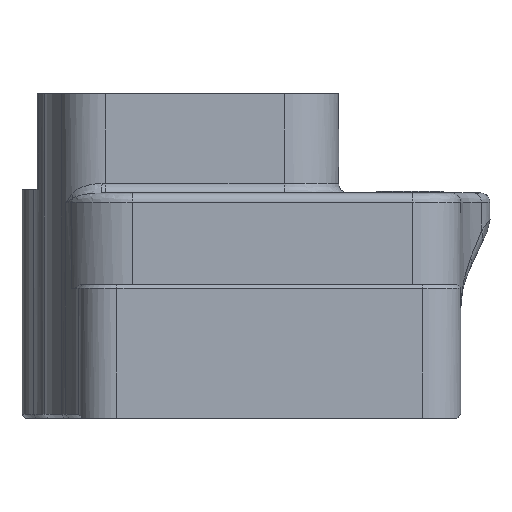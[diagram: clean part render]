
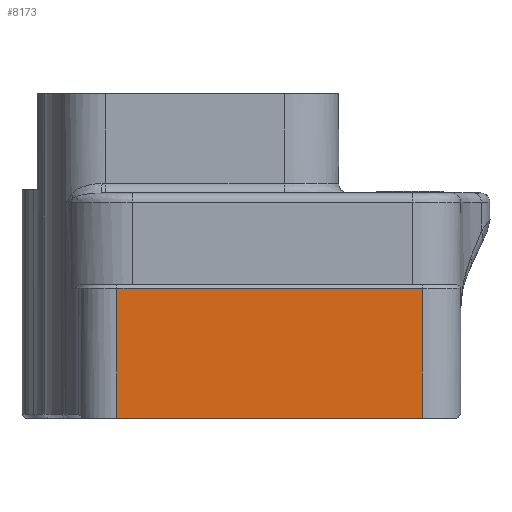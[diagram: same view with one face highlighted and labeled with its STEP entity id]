
A CAD part, front view. The second image highlights one B-rep face of the part: STEP entity #8173.
In plain terms, the highlighted planar face has unit normal (0, -1, 0).
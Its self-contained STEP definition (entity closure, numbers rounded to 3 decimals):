
#31 = CARTESIAN_POINT ( 'NONE',  ( -11.2, -194.8, -8.4 ) ) ;
#387 = CARTESIAN_POINT ( 'NONE',  ( -11.2, -194.8, -22. ) ) ;
#1205 = PLANE ( 'NONE',  #9509 ) ;
#1246 = LINE ( 'NONE', #5338, #9737 ) ;
#1398 = CARTESIAN_POINT ( 'NONE',  ( -16., -194.8, -8.4 ) ) ;
#1456 = VERTEX_POINT ( 'NONE', #7117 ) ;
#1586 = EDGE_CURVE ( 'NONE', #1456, #6208, #9102, .T. ) ;
#1634 = ORIENTED_EDGE ( 'NONE', *, *, #5663, .F. ) ;
#1799 = EDGE_CURVE ( 'NONE', #6208, #4575, #3300, .T. ) ;
#1896 = VECTOR ( 'NONE', #7495, 1000. ) ;
#1973 = DIRECTION ( 'NONE',  ( 0., 0., -1. ) ) ;
#2200 = FACE_OUTER_BOUND ( 'NONE', #4922, .T. ) ;
#2506 = ORIENTED_EDGE ( 'NONE', *, *, #1799, .F. ) ;
#2890 = DIRECTION ( 'NONE',  ( 0., 1., 0. ) ) ;
#3300 = LINE ( 'NONE', #31, #1896 ) ;
#3764 = VERTEX_POINT ( 'NONE', #10333 ) ;
#4199 = VECTOR ( 'NONE', #6403, 1000. ) ;
#4524 = ORIENTED_EDGE ( 'NONE', *, *, #8541, .T. ) ;
#4575 = VERTEX_POINT ( 'NONE', #8508 ) ;
#4922 = EDGE_LOOP ( 'NONE', ( #6460, #4524, #1634, #2506 ) ) ;
#5338 = CARTESIAN_POINT ( 'NONE',  ( 16., -194.8, -22. ) ) ;
#5663 = EDGE_CURVE ( 'NONE', #4575, #3764, #1246, .T. ) ;
#6198 = DIRECTION ( 'NONE',  ( 0., 0., 1. ) ) ;
#6208 = VERTEX_POINT ( 'NONE', #1398 ) ;
#6403 = DIRECTION ( 'NONE',  ( 0., 0., 1. ) ) ;
#6460 = ORIENTED_EDGE ( 'NONE', *, *, #1586, .F. ) ;
#6674 = VECTOR ( 'NONE', #10248, 1000. ) ;
#7117 = CARTESIAN_POINT ( 'NONE',  ( -16., -194.8, -22. ) ) ;
#7495 = DIRECTION ( 'NONE',  ( 1., 0., 0. ) ) ;
#8173 = ADVANCED_FACE ( 'NONE', ( #2200 ), #1205, .F. ) ;
#8508 = CARTESIAN_POINT ( 'NONE',  ( 16., -194.8, -8.4 ) ) ;
#8541 = EDGE_CURVE ( 'NONE', #1456, #3764, #10019, .T. ) ;
#9102 = LINE ( 'NONE', #10619, #4199 ) ;
#9509 = AXIS2_PLACEMENT_3D ( 'NONE', #387, #2890, #6198 ) ;
#9737 = VECTOR ( 'NONE', #1973, 1000. ) ;
#10019 = LINE ( 'NONE', #10311, #6674 ) ;
#10248 = DIRECTION ( 'NONE',  ( 1., 0., 0. ) ) ;
#10311 = CARTESIAN_POINT ( 'NONE',  ( -4.988, -194.8, -22. ) ) ;
#10333 = CARTESIAN_POINT ( 'NONE',  ( 16., -194.8, -22. ) ) ;
#10619 = CARTESIAN_POINT ( 'NONE',  ( -16., -194.8, -22. ) ) ;
